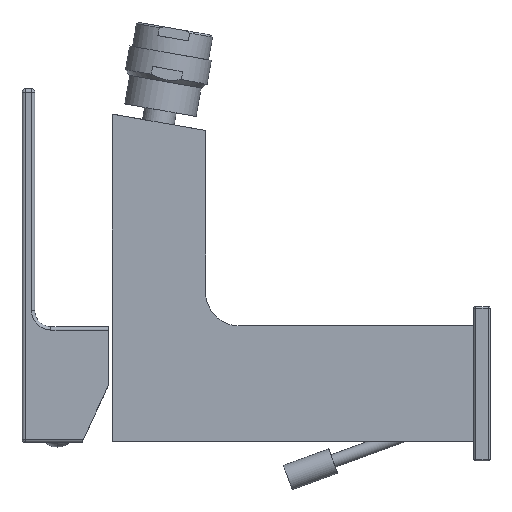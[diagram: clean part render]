
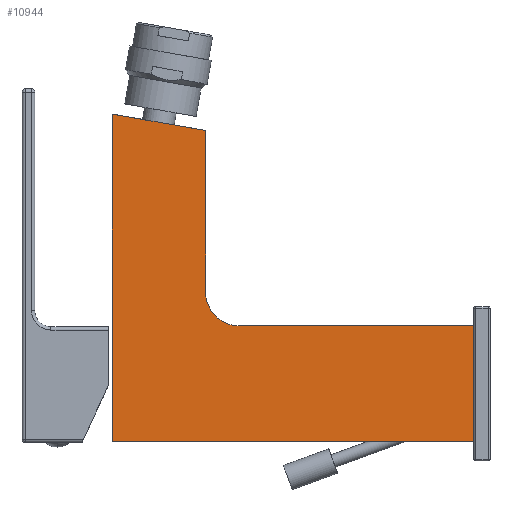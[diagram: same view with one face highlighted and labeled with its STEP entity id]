
A CAD part, left-side view. The second image highlights one B-rep face of the part: STEP entity #10944.
In plain terms, the highlighted planar face has unit normal (-1, 0, 0).
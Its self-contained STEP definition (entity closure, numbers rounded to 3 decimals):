
#2771=DIRECTION('',(0.,0.,-1.));
#2772=VECTOR('',#2771,101.712);
#2773=CARTESIAN_POINT('',(-18.,114.,83.712));
#2774=LINE('',#2773,#2772);
#2809=CARTESIAN_POINT('',(-18.,113.,83.212));
#2810=DIRECTION('',(1.,0.,0.));
#2811=DIRECTION('',(0.,0.894,0.447));
#2812=AXIS2_PLACEMENT_3D('',#2809,#2810,#2811);
#2819=DIRECTION('',(0.,0.,1.));
#2820=VECTOR('',#2819,36.);
#2821=CARTESIAN_POINT('',(-18.,1.5,-18.));
#2822=LINE('',#2821,#2820);
#2823=DIRECTION('',(0.,1.,0.));
#2824=VECTOR('',#2823,112.5);
#2825=CARTESIAN_POINT('',(-18.,1.5,-18.));
#2826=LINE('',#2825,#2824);
#2827=DIRECTION('',(0.,0.985,0.174));
#2828=VECTOR('',#2827,29.344);
#2829=CARTESIAN_POINT('',(-18.,85.,78.783));
#2830=LINE('',#2829,#2828);
#2831=DIRECTION('',(0.,0.,1.));
#2832=VECTOR('',#2831,50.283);
#2833=CARTESIAN_POINT('',(-18.,85.,28.5));
#2834=LINE('',#2833,#2832);
#2835=CARTESIAN_POINT('',(-18.,74.5,28.5));
#2836=DIRECTION('',(1.,0.,0.));
#2837=DIRECTION('',(0.,0.,-1.));
#2838=AXIS2_PLACEMENT_3D('',#2835,#2836,#2837);
#2840=DIRECTION('',(0.,1.,0.));
#2841=VECTOR('',#2840,73.);
#2842=CARTESIAN_POINT('',(-18.,1.5,18.));
#2843=LINE('',#2842,#2841);
#5006=CARTESIAN_POINT('',(-18.,114.,-18.));
#5008=VERTEX_POINT('',#5006);
#5022=CARTESIAN_POINT('',(-18.,74.5,18.));
#5023=CARTESIAN_POINT('',(-18.,85.,28.5));
#5024=VERTEX_POINT('',#5022);
#5025=VERTEX_POINT('',#5023);
#5026=CARTESIAN_POINT('',(-18.,85.,78.783));
#5027=VERTEX_POINT('',#5026);
#5028=CARTESIAN_POINT('',(-18.,113.898,83.878));
#5029=VERTEX_POINT('',#5028);
#5036=CARTESIAN_POINT('',(-18.,114.,83.712));
#5037=VERTEX_POINT('',#5036);
#5619=CARTESIAN_POINT('',(-18.,1.5,-18.));
#5620=CARTESIAN_POINT('',(-18.,1.5,18.));
#5621=VERTEX_POINT('',#5619);
#5622=VERTEX_POINT('',#5620);
#10925=CARTESIAN_POINT('',(-18.,1.5,-33.988));
#10926=DIRECTION('',(1.,0.,0.));
#10927=DIRECTION('',(0.,1.,0.));
#10928=AXIS2_PLACEMENT_3D('',#10925,#10926,#10927);
#10929=PLANE('',#10928);
#10930=ORIENTED_EDGE('',*,*,#7210,.F.);
#10932=ORIENTED_EDGE('',*,*,#10931,.T.);
#10933=ORIENTED_EDGE('',*,*,#10869,.F.);
#10934=ORIENTED_EDGE('',*,*,#10912,.T.);
#10935=ORIENTED_EDGE('',*,*,#7139,.F.);
#10937=ORIENTED_EDGE('',*,*,#10936,.F.);
#10939=ORIENTED_EDGE('',*,*,#10938,.F.);
#10941=ORIENTED_EDGE('',*,*,#10940,.F.);
#10942=EDGE_LOOP('',(#10930,#10932,#10933,#10934,#10935,#10937,#10939,#10941));
#10943=FACE_OUTER_BOUND('',#10942,.F.);
#10944=ADVANCED_FACE('',(#10943),#10929,.F.);
#2813=CIRCLE('',#2812,1.118);
#2839=CIRCLE('',#2838,10.5);
#7139=EDGE_CURVE('',#5027,#5029,#2830,.T.);
#7210=EDGE_CURVE('',#5621,#5622,#2822,.T.);
#10869=EDGE_CURVE('',#5037,#5008,#2774,.T.);
#10912=EDGE_CURVE('',#5037,#5029,#2813,.T.);
#10931=EDGE_CURVE('',#5621,#5008,#2826,.T.);
#10936=EDGE_CURVE('',#5025,#5027,#2834,.T.);
#10938=EDGE_CURVE('',#5024,#5025,#2839,.T.);
#10940=EDGE_CURVE('',#5622,#5024,#2843,.T.);
